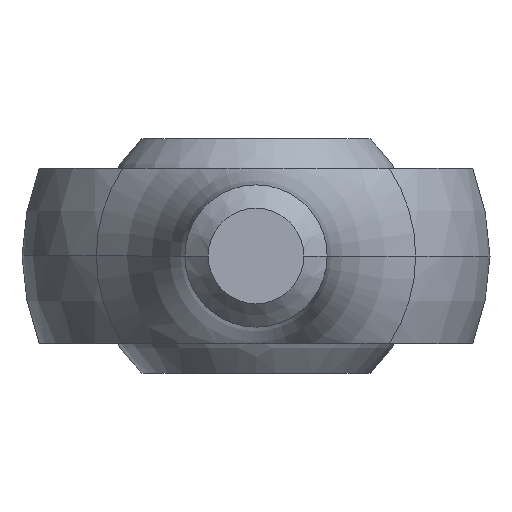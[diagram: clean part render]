
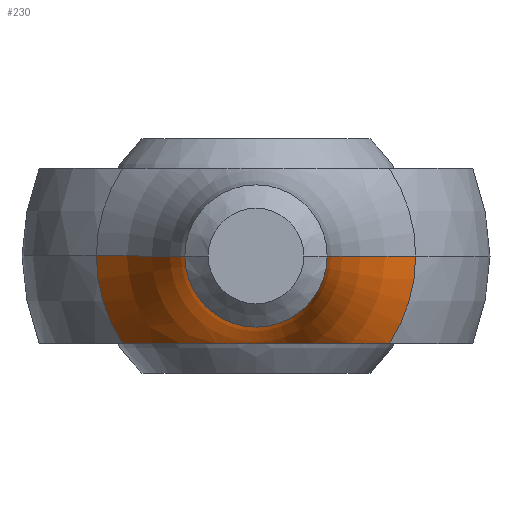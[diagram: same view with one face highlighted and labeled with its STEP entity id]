
A CAD part, front view. The second image highlights one B-rep face of the part: STEP entity #230.
In plain terms, the highlighted toroidal (fillet/blend) face has major radius 11.835 mm and minor radius 9.422 mm.
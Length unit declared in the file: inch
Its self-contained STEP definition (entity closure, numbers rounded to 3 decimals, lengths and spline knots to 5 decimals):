
#11 = VERTEX_POINT ( 'NONE', #328 ) ;
#27 = AXIS2_PLACEMENT_3D ( 'NONE', #205, #719, #451 ) ;
#37 = CARTESIAN_POINT ( 'NONE',  ( 0.08543, 0.18605, -0.11719 ) ) ;
#42 = CARTESIAN_POINT ( 'NONE',  ( 0.03593, 0.13977, -0.11719 ) ) ;
#48 = DIRECTION ( 'NONE',  ( 0., 0., -1. ) ) ;
#51 = CIRCLE ( 'NONE', #295, 0.37096 ) ;
#53 = CARTESIAN_POINT ( 'NONE',  ( 0.095, 0., 0. ) ) ;
#64 = ORIENTED_EDGE ( 'NONE', *, *, #751, .F. ) ;
#70 = VERTEX_POINT ( 'NONE', #667 ) ;
#76 = CARTESIAN_POINT ( 'NONE',  ( -0.05812, 0.15881, -0.11719 ) ) ;
#78 = CARTESIAN_POINT ( 'NONE',  ( -0.03593, 0.13977, -0.11719 ) ) ;
#81 = CARTESIAN_POINT ( 'NONE',  ( 0.00979, 0.12726, -0.11719 ) ) ;
#84 = AXIS2_PLACEMENT_3D ( 'NONE', #133, #191, #197 ) ;
#92 = CARTESIAN_POINT ( 'NONE',  ( 0.01897, 0.13028, -0.11719 ) ) ;
#106 = VERTEX_POINT ( 'NONE', #170 ) ;
#115 = CARTESIAN_POINT ( 'NONE',  ( 0.17793, 0.27138, -0.11719 ) ) ;
#132 = DIRECTION ( 'NONE',  ( 0., -1., 0. ) ) ;
#133 = CARTESIAN_POINT ( 'NONE',  ( 0., 0.27138, 0. ) ) ;
#140 = DIRECTION ( 'NONE',  ( 0., 0., 1. ) ) ;
#145 = CARTESIAN_POINT ( 'NONE',  ( 0.11953, 0.22046, -0.11719 ) ) ;
#148 = CIRCLE ( 'NONE', #27, 0.095 ) ;
#169 = DIRECTION ( 'NONE',  ( -1., 0., 0. ) ) ;
#170 = CARTESIAN_POINT ( 'NONE',  ( 0.21305, 0.27138, 0. ) ) ;
#189 = EDGE_CURVE ( 'NONE', #70, #11, #321, .T. ) ;
#191 = DIRECTION ( 'NONE',  ( 0., -1., 0. ) ) ;
#194 = CARTESIAN_POINT ( 'NONE',  ( 0., 0., 0. ) ) ;
#197 = DIRECTION ( 'NONE',  ( 1., 0., 0. ) ) ;
#199 = DIRECTION ( 'NONE',  ( 1., 0., 0. ) ) ;
#202 = CARTESIAN_POINT ( 'NONE',  ( -0.46596, 0., 0. ) ) ;
#204 = CARTESIAN_POINT ( 'NONE',  ( 0.06493, 0.16544, -0.11719 ) ) ;
#205 = CARTESIAN_POINT ( 'NONE',  ( 0., 0., 0. ) ) ;
#217 = CARTESIAN_POINT ( 'NONE',  ( 0.46596, 0., 0. ) ) ;
#223 = CARTESIAN_POINT ( 'NONE',  ( -0.08561, 0.18622, -0.11719 ) ) ;
#230 = ADVANCED_FACE ( 'NONE', ( #565 ), #582, .F. ) ;
#252 = CIRCLE ( 'NONE', #734, 0.21305 ) ;
#254 = CIRCLE ( 'NONE', #277, 0.37096 ) ;
#261 = CARTESIAN_POINT ( 'NONE',  ( 0.16266, 0.2595, -0.11719 ) ) ;
#277 = AXIS2_PLACEMENT_3D ( 'NONE', #202, #140, #732 ) ;
#281 = CARTESIAN_POINT ( 'NONE',  ( 0.04345, 0.14585, -0.11719 ) ) ;
#285 = CARTESIAN_POINT ( 'NONE',  ( -0.00978, 0.12636, -0.11719 ) ) ;
#295 = AXIS2_PLACEMENT_3D ( 'NONE', #217, #48, #169 ) ;
#320 = DIRECTION ( 'NONE',  ( 1., 0., 0. ) ) ;
#321 = CIRCLE ( 'NONE', #84, 0.21305 ) ;
#328 = CARTESIAN_POINT ( 'NONE',  ( -0.17793, 0.27138, -0.11719 ) ) ;
#330 = CARTESIAN_POINT ( 'NONE',  ( -0.10603, 0.20697, -0.11719 ) ) ;
#343 = CARTESIAN_POINT ( 'NONE',  ( -0.1628, 0.25961, -0.11719 ) ) ;
#379 = EDGE_CURVE ( 'NONE', #626, #686, #148, .T. ) ;
#384 = CARTESIAN_POINT ( 'NONE',  ( 0.10583, 0.20676, -0.11719 ) ) ;
#392 = CARTESIAN_POINT ( 'NONE',  ( 0.07866, 0.17912, -0.11719 ) ) ;
#394 = CARTESIAN_POINT ( 'NONE',  ( 0.00492, 0.12637, -0.11719 ) ) ;
#403 = ORIENTED_EDGE ( 'NONE', *, *, #189, .T. ) ;
#440 = EDGE_CURVE ( 'NONE', #566, #106, #252, .T. ) ;
#451 = DIRECTION ( 'NONE',  ( -1., 0., 0. ) ) ;
#452 = AXIS2_PLACEMENT_3D ( 'NONE', #194, #132, #320 ) ;
#493 = ORIENTED_EDGE ( 'NONE', *, *, #574, .F. ) ;
#513 = CARTESIAN_POINT ( 'NONE',  ( 0., 0.27138, 0. ) ) ;
#514 = CARTESIAN_POINT ( 'NONE',  ( -0.04357, 0.14595, -0.11719 ) ) ;
#531 = CARTESIAN_POINT ( 'NONE',  ( -0.06507, 0.16558, -0.11719 ) ) ;
#536 = CARTESIAN_POINT ( 'NONE',  ( -0.07882, 0.17928, -0.11719 ) ) ;
#552 = ORIENTED_EDGE ( 'NONE', *, *, #379, .T. ) ;
#565 = FACE_OUTER_BOUND ( 'NONE', #659, .T. ) ;
#566 = VERTEX_POINT ( 'NONE', #115 ) ;
#574 = EDGE_CURVE ( 'NONE', #626, #106, #51, .T. ) ;
#579 = CARTESIAN_POINT ( 'NONE',  ( 0.05799, 0.15869, -0.11719 ) ) ;
#582 = TOROIDAL_SURFACE ( 'NONE', #452, 0.46596, 0.37096 ) ;
#589 = B_SPLINE_CURVE_WITH_KNOTS ( 'NONE', 3,
 ( #646, #261, #779, #145, #384, #37, #392, #204, #579, #281, #42, #718, #92, #81, #394, #285, #596, #78, #514, #76, #531, #536, #223, #330, #776, #649, #343, #640 ),
 .UNSPECIFIED., .F., .F.,
 ( 4, 2, 2, 2, 2, 2, 2, 2, 2, 2, 2, 2, 2, 4 ),
 ( 0.10784, 0.10932, 0.11079, 0.11153, 0.11227, 0.11301, 0.11337, 0.11374, 0.11448, 0.11522, 0.11596, 0.1167, 0.11817, 0.11965 ),
 .UNSPECIFIED. ) ;
#596 = CARTESIAN_POINT ( 'NONE',  ( -0.0192, 0.12996, -0.11719 ) ) ;
#626 = VERTEX_POINT ( 'NONE', #53 ) ;
#640 = CARTESIAN_POINT ( 'NONE',  ( -0.17793, 0.27138, -0.11719 ) ) ;
#646 = CARTESIAN_POINT ( 'NONE',  ( 0.17793, 0.27138, -0.11719 ) ) ;
#649 = CARTESIAN_POINT ( 'NONE',  ( -0.1482, 0.24704, -0.11719 ) ) ;
#659 = EDGE_LOOP ( 'NONE', ( #552, #788, #403, #64, #749, #493 ) ) ;
#667 = CARTESIAN_POINT ( 'NONE',  ( -0.21305, 0.27138, 0. ) ) ;
#686 = VERTEX_POINT ( 'NONE', #769 ) ;
#718 = CARTESIAN_POINT ( 'NONE',  ( 0.02337, 0.13241, -0.11719 ) ) ;
#719 = DIRECTION ( 'NONE',  ( 0., 1., 0. ) ) ;
#732 = DIRECTION ( 'NONE',  ( 1., 0., 0. ) ) ;
#734 = AXIS2_PLACEMENT_3D ( 'NONE', #513, #783, #199 ) ;
#749 = ORIENTED_EDGE ( 'NONE', *, *, #440, .T. ) ;
#751 = EDGE_CURVE ( 'NONE', #566, #11, #589, .T. ) ;
#769 = CARTESIAN_POINT ( 'NONE',  ( -0.095, 0., 0. ) ) ;
#772 = EDGE_CURVE ( 'NONE', #686, #70, #254, .T. ) ;
#776 = CARTESIAN_POINT ( 'NONE',  ( -0.11979, 0.2207, -0.11719 ) ) ;
#779 = CARTESIAN_POINT ( 'NONE',  ( 0.14793, 0.2468, -0.11719 ) ) ;
#783 = DIRECTION ( 'NONE',  ( 0., -1., 0. ) ) ;
#788 = ORIENTED_EDGE ( 'NONE', *, *, #772, .T. ) ;
